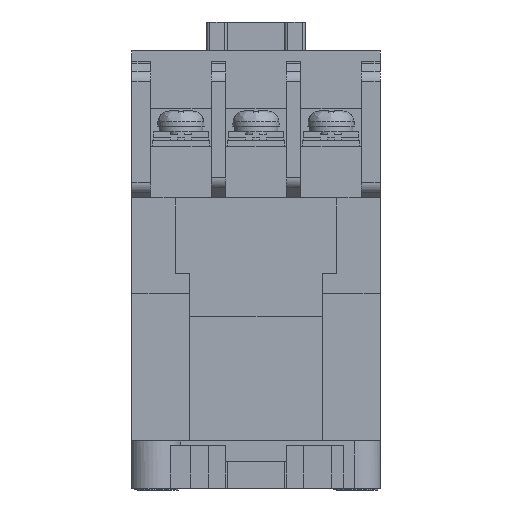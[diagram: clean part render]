
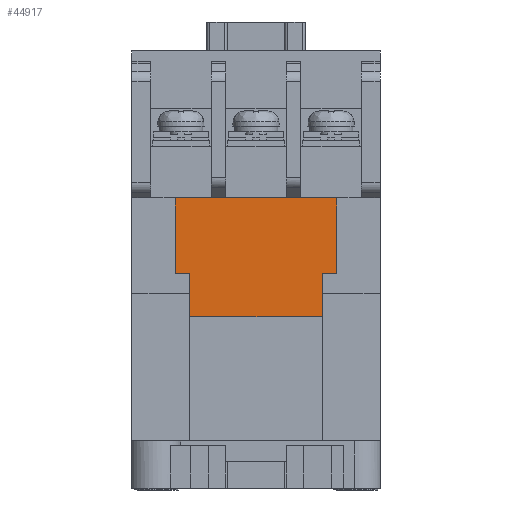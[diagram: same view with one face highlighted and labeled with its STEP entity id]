
A CAD part, front view. The second image highlights one B-rep face of the part: STEP entity #44917.
In plain terms, the highlighted planar face has unit normal (0, -1, 0).
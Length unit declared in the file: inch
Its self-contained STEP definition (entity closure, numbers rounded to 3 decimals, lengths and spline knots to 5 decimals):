
#1726 = LINE ( 'NONE', #53462, #61536 ) ;
#2378 = EDGE_CURVE ( 'NONE', #72407, #24710, #9684, .T. ) ;
#6477 = EDGE_CURVE ( 'NONE', #51483, #72407, #71547, .T. ) ;
#6478 = EDGE_CURVE ( 'NONE', #43988, #74657, #56477, .T. ) ;
#7273 = ORIENTED_EDGE ( 'NONE', *, *, #2378, .T. ) ;
#9684 = LINE ( 'NONE', #16723, #38735 ) ;
#10879 = EDGE_CURVE ( 'NONE', #49101, #43988, #25552, .T. ) ;
#11036 = CARTESIAN_POINT ( 'NONE',  ( 0.45276, -1.24803, 0.98228 ) ) ;
#11398 = VECTOR ( 'NONE', #49479, 39.37008 ) ;
#13237 = DIRECTION ( 'NONE',  ( 1., 0., 0. ) ) ;
#13290 = CARTESIAN_POINT ( 'NONE',  ( -0.45276, -1.24803, 0.98228 ) ) ;
#14761 = ORIENTED_EDGE ( 'NONE', *, *, #67449, .T. ) ;
#15858 = VERTEX_POINT ( 'NONE', #70328 ) ;
#16563 = DIRECTION ( 'NONE',  ( -1., 0., 0. ) ) ;
#16723 = CARTESIAN_POINT ( 'NONE',  ( -0.45276, -1.24803, 1.79331 ) ) ;
#17181 = CARTESIAN_POINT ( 'NONE',  ( -0.54921, -1.24803, 1.79331 ) ) ;
#19157 = DIRECTION ( 'NONE',  ( 0., 0., -1. ) ) ;
#22935 = LINE ( 'NONE', #35445, #65301 ) ;
#24710 = VERTEX_POINT ( 'NONE', #17181 ) ;
#25552 = LINE ( 'NONE', #69294, #39124 ) ;
#25929 = AXIS2_PLACEMENT_3D ( 'NONE', #13290, #53761, #19157 ) ;
#29104 = DIRECTION ( 'NONE',  ( 0., 0., 1. ) ) ;
#32636 = ORIENTED_EDGE ( 'NONE', *, *, #44380, .T. ) ;
#33569 = CARTESIAN_POINT ( 'NONE',  ( -0.54921, -1.24803, 1.27756 ) ) ;
#35445 = CARTESIAN_POINT ( 'NONE',  ( -0.54921, -1.24803, 0. ) ) ;
#36482 = CARTESIAN_POINT ( 'NONE',  ( -0.45276, -1.24803, 0.98228 ) ) ;
#38735 = VECTOR ( 'NONE', #16563, 39.37008 ) ;
#39124 = VECTOR ( 'NONE', #29104, 39.37008 ) ;
#39371 = DIRECTION ( 'NONE',  ( -1., 0., 0. ) ) ;
#41056 = VECTOR ( 'NONE', #67961, 39.37008 ) ;
#41254 = DIRECTION ( 'NONE',  ( 0., 0., -1. ) ) ;
#42616 = ORIENTED_EDGE ( 'NONE', *, *, #56938, .T. ) ;
#42880 = VECTOR ( 'NONE', #39371, 39.37008 ) ;
#43019 = CARTESIAN_POINT ( 'NONE',  ( 0.45276, -1.24803, 0. ) ) ;
#43702 = CARTESIAN_POINT ( 'NONE',  ( -0.45276, -1.24803, 0.98228 ) ) ;
#43712 = EDGE_CURVE ( 'NONE', #15858, #51483, #1726, .T. ) ;
#43988 = VERTEX_POINT ( 'NONE', #67653 ) ;
#44380 = EDGE_CURVE ( 'NONE', #73331, #15858, #67474, .T. ) ;
#44917 = ADVANCED_FACE ( 'NONE', ( #72616 ), #65047, .T. ) ;
#45156 = ORIENTED_EDGE ( 'NONE', *, *, #6477, .T. ) ;
#48785 = DIRECTION ( 'NONE',  ( 0., 0., 1. ) ) ;
#49101 = VERTEX_POINT ( 'NONE', #36482 ) ;
#49479 = DIRECTION ( 'NONE',  ( 1., 0., 0. ) ) ;
#50701 = CARTESIAN_POINT ( 'NONE',  ( 0.54921, -1.24803, 0.98228 ) ) ;
#50777 = ORIENTED_EDGE ( 'NONE', *, *, #10879, .F. ) ;
#51483 = VERTEX_POINT ( 'NONE', #57754 ) ;
#53462 = CARTESIAN_POINT ( 'NONE',  ( -0.45276, -1.24803, 1.27756 ) ) ;
#53761 = DIRECTION ( 'NONE',  ( 0., -1., 0. ) ) ;
#56477 = LINE ( 'NONE', #33569, #42880 ) ;
#56938 = EDGE_CURVE ( 'NONE', #49101, #73331, #57619, .T. ) ;
#57619 = LINE ( 'NONE', #43702, #11398 ) ;
#57754 = CARTESIAN_POINT ( 'NONE',  ( 0.54921, -1.24803, 1.27756 ) ) ;
#61536 = VECTOR ( 'NONE', #13237, 39.37008 ) ;
#63606 = ORIENTED_EDGE ( 'NONE', *, *, #6478, .F. ) ;
#65047 = PLANE ( 'NONE',  #25929 ) ;
#65301 = VECTOR ( 'NONE', #41254, 39.37008 ) ;
#65694 = VECTOR ( 'NONE', #48785, 39.37008 ) ;
#65811 = EDGE_LOOP ( 'NONE', ( #50777, #42616, #32636, #70289, #45156, #7273, #14761, #63606 ) ) ;
#66190 = CARTESIAN_POINT ( 'NONE',  ( 0.54921, -1.24803, 1.79331 ) ) ;
#67449 = EDGE_CURVE ( 'NONE', #24710, #74657, #22935, .T. ) ;
#67474 = LINE ( 'NONE', #43019, #65694 ) ;
#67653 = CARTESIAN_POINT ( 'NONE',  ( -0.45276, -1.24803, 1.27756 ) ) ;
#67961 = DIRECTION ( 'NONE',  ( 0., 0., 1. ) ) ;
#69294 = CARTESIAN_POINT ( 'NONE',  ( -0.45276, -1.24803, 0. ) ) ;
#70289 = ORIENTED_EDGE ( 'NONE', *, *, #43712, .T. ) ;
#70328 = CARTESIAN_POINT ( 'NONE',  ( 0.45276, -1.24803, 1.27756 ) ) ;
#71547 = LINE ( 'NONE', #50701, #41056 ) ;
#72407 = VERTEX_POINT ( 'NONE', #66190 ) ;
#72616 = FACE_OUTER_BOUND ( 'NONE', #65811, .T. ) ;
#73331 = VERTEX_POINT ( 'NONE', #11036 ) ;
#74482 = CARTESIAN_POINT ( 'NONE',  ( -0.54921, -1.24803, 1.27756 ) ) ;
#74657 = VERTEX_POINT ( 'NONE', #74482 ) ;
